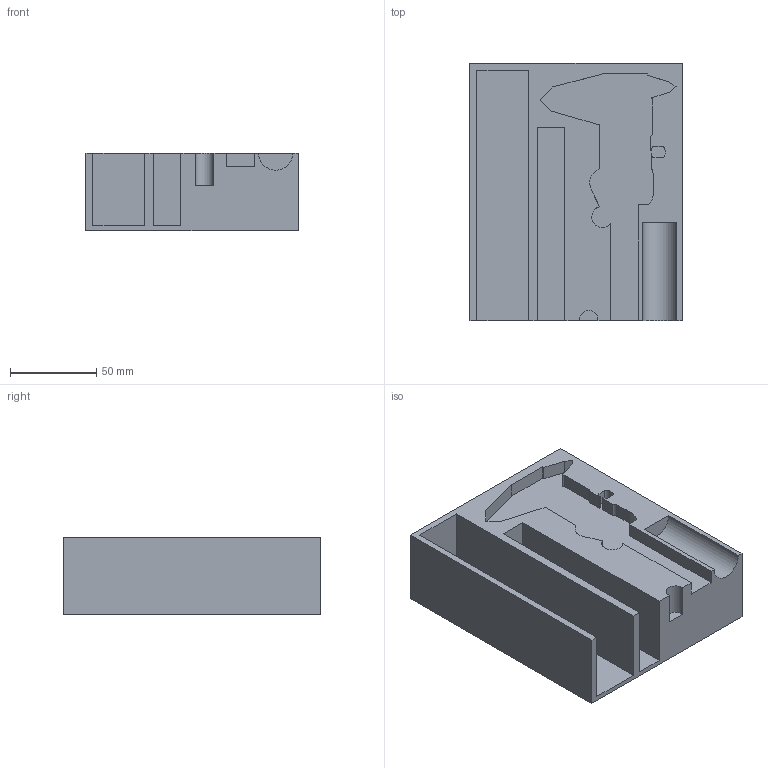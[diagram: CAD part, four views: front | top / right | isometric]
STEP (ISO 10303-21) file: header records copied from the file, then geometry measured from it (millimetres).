
FILE_DESCRIPTION(/* description */ (''),/* implementation_level */ '2;1');
FILE_NAME(/* name */ 'Upper-Caliper-Holder.step',/* time_stamp */ '2024-08-07T15:14:16-04:00',/* author */ (''),/* organization */ (''),/* preprocessor_version */ 'ST-DEVELOPER v20',/* originating_system */ 'Autodesk Translation Framework v13.14.0.145',/* authorisation */ '');
FILE_SCHEMA (('AUTOMOTIVE_DESIGN { 1 0 10303 214 3 1 1 }'));
Length unit declared in the file: millimetre
Products named in the file (1): Upper-Caliper-Holder
Bounding box: 122.82 x 148.97 x 45 mm (x, y, z)
Volume: 520653.9 mm3; surface area: 86689.5 mm2
Topology: 1 solids, 1 shells, 52 faces, 151 edges, 101 vertices
Faces by surface type: plane 40, bspline 9, cylinder 3
Entity records: 2792 total; most frequent: CARTESIAN_POINT 1486, ORIENTED_EDGE 302, DIRECTION 220, EDGE_CURVE 151, LINE 120, VECTOR 120, VERTEX_POINT 101, FACE_OUTER_BOUND 52
